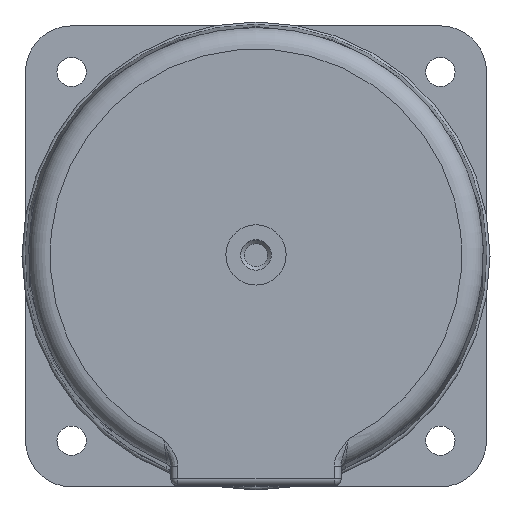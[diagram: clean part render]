
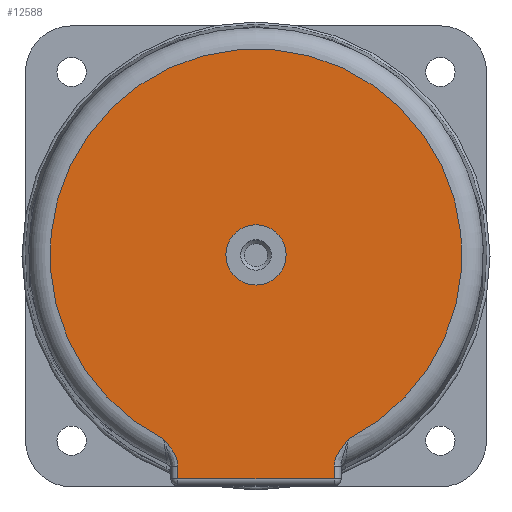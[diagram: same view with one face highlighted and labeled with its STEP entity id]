
A CAD part, top view. The second image highlights one B-rep face of the part: STEP entity #12588.
In plain terms, the highlighted face is planar.
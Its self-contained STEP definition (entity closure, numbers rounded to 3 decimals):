
#12120=CARTESIAN_POINT('',(29.804,-10.5,0.));
#12121=VERTEX_POINT('',#12120);
#12129=CARTESIAN_POINT('',(31.576,-10.5,0.));
#12130=VERTEX_POINT('',#12129);
#12131=CARTESIAN_POINT('',(29.804,-10.5,0.));
#12132=DIRECTION('',(1.0,0.0,0.0));
#12133=VECTOR('',#12132,1.772);
#12134=LINE('',#12131,#12133);
#12135=EDGE_CURVE('',#12121,#12130,#12134,.T.);
#12197=CARTESIAN_POINT('',(25.981,-12.5,0.));
#12198=VERTEX_POINT('',#12197);
#12210=CARTESIAN_POINT('',(25.981,-12.5,0.));
#12211=CARTESIAN_POINT('',(25.983,-12.498,0.));
#12212=CARTESIAN_POINT('',(25.986,-12.496,0.));
#12213=CARTESIAN_POINT('',(26.441,-12.125,0.));
#12214=CARTESIAN_POINT('',(27.12,-11.562,0.));
#12215=CARTESIAN_POINT('',(28.36,-10.779,0.));
#12216=CARTESIAN_POINT('',(29.22,-10.5,0.));
#12217=CARTESIAN_POINT('',(29.804,-10.5,0.));
#12218=B_SPLINE_CURVE_WITH_KNOTS('',3,(#12210,#12211,#12212,#12213,#12214,#12215,#12216,#12217),.UNSPECIFIED.,.F.,.U.,(4,2,1,1,4),(-0.001,0.0,0.175,0.263,0.438),.UNSPECIFIED.);
#12219=EDGE_CURVE('',#12198,#12121,#12218,.T.);
#12236=CARTESIAN_POINT('',(31.576,11.5,0.));
#12237=VERTEX_POINT('',#12236);
#12238=CARTESIAN_POINT('',(31.576,-10.5,0.));
#12239=DIRECTION('',(0.0,1.0,0.0));
#12240=VECTOR('',#12239,22.0);
#12241=LINE('',#12238,#12240);
#12242=EDGE_CURVE('',#12130,#12237,#12241,.T.);
#12277=CARTESIAN_POINT('',(29.804,11.5,0.));
#12278=VERTEX_POINT('',#12277);
#12303=CARTESIAN_POINT('',(31.576,11.5,0.));
#12304=DIRECTION('',(-1.0,0.0,0.0));
#12305=VECTOR('',#12304,1.772);
#12306=LINE('',#12303,#12305);
#12307=EDGE_CURVE('',#12237,#12278,#12306,.T.);
#12353=CARTESIAN_POINT('',(25.981,13.5,0.));
#12354=VERTEX_POINT('',#12353);
#12355=CARTESIAN_POINT('',(29.804,11.5,0.));
#12356=CARTESIAN_POINT('',(29.22,11.5,0.));
#12357=CARTESIAN_POINT('',(28.36,11.779,0.));
#12358=CARTESIAN_POINT('',(27.12,12.562,0.));
#12359=CARTESIAN_POINT('',(26.441,13.125,0.));
#12360=CARTESIAN_POINT('',(25.986,13.496,0.));
#12361=CARTESIAN_POINT('',(25.983,13.498,0.));
#12362=CARTESIAN_POINT('',(25.981,13.5,0.));
#12363=B_SPLINE_CURVE_WITH_KNOTS('',3,(#12355,#12356,#12357,#12358,#12359,#12360,#12361,#12362),.UNSPECIFIED.,.F.,.U.,(4,1,1,2,4),(0.0,0.175,0.263,0.438,0.439),.UNSPECIFIED.);
#12364=EDGE_CURVE('',#12278,#12354,#12363,.T.);
#12558=CARTESIAN_POINT('',(0.0,17.125,0.));
#12559=DIRECTION('',(0.0,0.0,-1.0));
#12560=DIRECTION('',(-1.0,0.0,0.0));
#12561=AXIS2_PLACEMENT_3D('',#12558,#12559,#12560);
#12562=PLANE('',#12561);
#12563=ORIENTED_EDGE('',*,*,#12219,.F.);
#12564=CARTESIAN_POINT('',(0.0,0.5,0.));
#12565=DIRECTION('',(0.0,0.0,-1.0));
#12566=DIRECTION('',(0.0,1.0,0.0));
#12567=AXIS2_PLACEMENT_3D('',#12564,#12565,#12566);
#12568=CIRCLE('',#12567,29.052);
#12569=EDGE_CURVE('',#12198,#12354,#12568,.T.);
#12570=ORIENTED_EDGE('',*,*,#12569,.T.);
#12571=ORIENTED_EDGE('',*,*,#12364,.F.);
#12572=ORIENTED_EDGE('',*,*,#12307,.F.);
#12573=ORIENTED_EDGE('',*,*,#12242,.F.);
#12574=ORIENTED_EDGE('',*,*,#12135,.F.);
#12575=EDGE_LOOP('',(#12563,#12570,#12571,#12572,#12573,#12574));
#12576=FACE_OUTER_BOUND('',#12575,.T.);
#12577=CARTESIAN_POINT('',(0.0,4.75,0.));
#12578=VERTEX_POINT('',#12577);
#12579=CARTESIAN_POINT('',(0.0,0.5,0.));
#12580=DIRECTION('',(0.0,0.0,-1.0));
#12581=DIRECTION('',(0.0,1.0,0.0));
#12582=AXIS2_PLACEMENT_3D('',#12579,#12580,#12581);
#12583=CIRCLE('',#12582,4.25);
#12584=EDGE_CURVE('',#12578,#12578,#12583,.T.);
#12585=ORIENTED_EDGE('',*,*,#12584,.F.);
#12586=EDGE_LOOP('',(#12585));
#12587=FACE_BOUND('',#12586,.T.);
#12588=ADVANCED_FACE('',(#12576,#12587),#12562,.T.);
